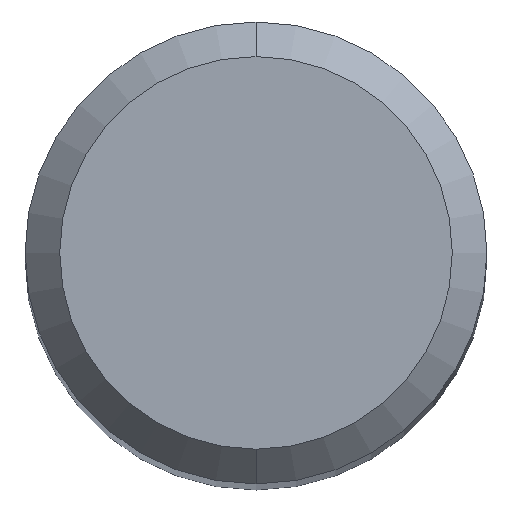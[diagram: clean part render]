
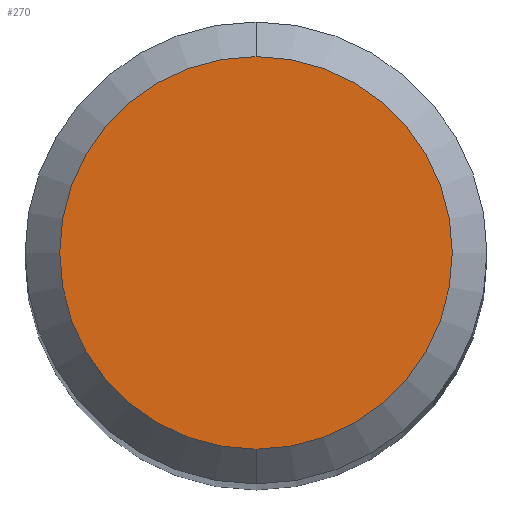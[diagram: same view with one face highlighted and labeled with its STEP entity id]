
A CAD part, top view. The second image highlights one B-rep face of the part: STEP entity #270.
In plain terms, the highlighted planar face has unit normal (0, 0, 1).
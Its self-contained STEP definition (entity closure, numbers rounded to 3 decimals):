
#270=ADVANCED_FACE('',(#586),#587,.T.);
#352=EDGE_CURVE('',#432,#372,#675,.T.);
#356=EDGE_CURVE('',#372,#432,#679,.T.);
#372=VERTEX_POINT('',#696);
#432=VERTEX_POINT('',#760);
#586=FACE_OUTER_BOUND('',#951,.T.);
#587=PLANE('',#952);
#675=CIRCLE('',#1143,1.7);
#679=CIRCLE('',#1162,1.7);
#696=CARTESIAN_POINT('',(0.,-1.7,0.0));
#760=CARTESIAN_POINT('',(0.0,1.7,0.0));
#951=EDGE_LOOP('',(#1591,#1592));
#952=AXIS2_PLACEMENT_3D('',#1593,#1594,#1595);
#1143=AXIS2_PLACEMENT_3D('',#1672,#1673,#1674);
#1162=AXIS2_PLACEMENT_3D('',#1675,#1676,#1677);
#1591=ORIENTED_EDGE('',*,*,#352,.F.);
#1592=ORIENTED_EDGE('',*,*,#356,.F.);
#1593=CARTESIAN_POINT('',(0.0,0.85,0.0));
#1594=DIRECTION('',(-0.0,0.0,1.0));
#1595=DIRECTION('',(0.0,-1.0,0.0));
#1672=CARTESIAN_POINT('',(0.0,0.0,0.0));
#1673=DIRECTION('',(0.0,0.0,-1.0));
#1674=DIRECTION('',(0.0,1.0,0.0));
#1675=CARTESIAN_POINT('',(0.0,0.0,0.0));
#1676=DIRECTION('',(0.0,0.0,-1.0));
#1677=DIRECTION('',(0.0,1.0,0.0));
